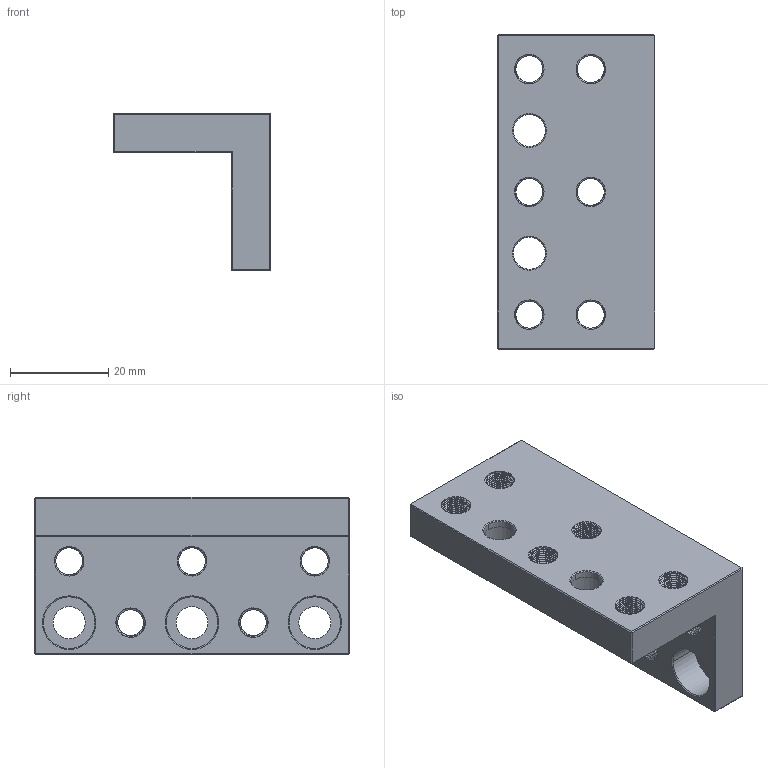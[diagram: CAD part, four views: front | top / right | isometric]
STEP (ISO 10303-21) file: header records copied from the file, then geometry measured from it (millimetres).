
FILE_DESCRIPTION((''),'2;1');
FILE_NAME('APT-L2','2023-03-24T12:05:26',('R&D'),(''),'CREO PARAMETRIC BY PTC INC, 2022162','CREO PARAMETRIC BY PTC INC, 2022162','');
FILE_SCHEMA(('CONFIG_CONTROL_DESIGN'));
Products named in the file (1): APT-L2
Bounding box: 32 x 64 x 32 mm (x, y, z)
Volume: 23226.1 mm3; surface area: 13385.7 mm2
Topology: 1 solids, 9 shells, 541 faces, 1407 edges, 869 vertices
Faces by surface type: cylinder 348, bspline 144, plane 29, cone 20
Entity records: 42335 total; most frequent: CARTESIAN_POINT 30869, ORIENTED_EDGE 2782, DIRECTION 1621, EDGE_CURVE 1407, VERTEX_POINT 869, B_SPLINE_CURVE_WITH_KNOTS 722, EDGE_LOOP 578, VECTOR 545
